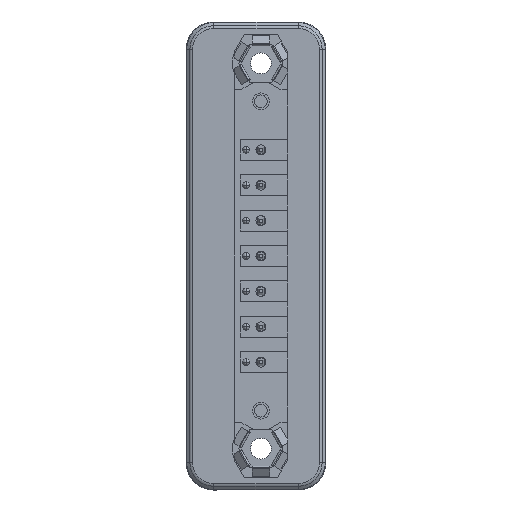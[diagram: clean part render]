
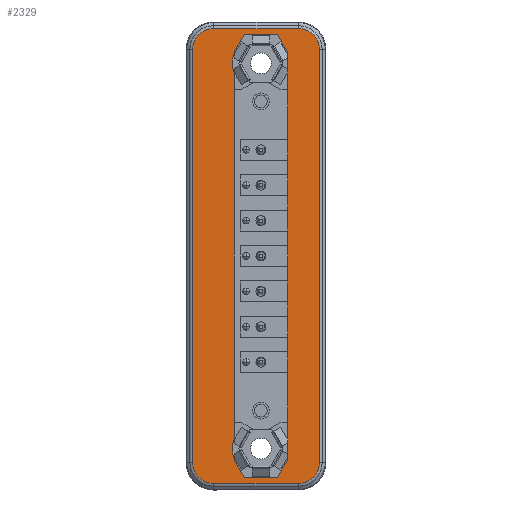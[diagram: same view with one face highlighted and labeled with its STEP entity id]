
A CAD part, front view. The second image highlights one B-rep face of the part: STEP entity #2329.
In plain terms, the highlighted planar face has unit normal (0, -1, 0).
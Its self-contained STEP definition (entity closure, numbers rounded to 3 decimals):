
#2329=ADVANCED_FACE('',(#4793,#4794),#4795,.T.);
#4793=FACE_OUTER_BOUND('',#7349,.T.);
#4794=FACE_BOUND('',#7350,.T.);
#4795=PLANE('',#7351);
#7349=EDGE_LOOP('',(#13966,#13967,#13968,#13969,#13970,#13971,#13972,#13973));
#7350=EDGE_LOOP('',(#13974,#13975,#13976,#13977,#13978,#13979,#13980,#13981,#13982,#13983,#13984,#13985));
#7351=AXIS2_PLACEMENT_3D('',#13986,#13987,#13988);
#13966=ORIENTED_EDGE('',*,*,#16229,.F.);
#13967=ORIENTED_EDGE('',*,*,#17311,.T.);
#13968=ORIENTED_EDGE('',*,*,#15881,.T.);
#13969=ORIENTED_EDGE('',*,*,#16650,.T.);
#13970=ORIENTED_EDGE('',*,*,#15465,.F.);
#13971=ORIENTED_EDGE('',*,*,#17391,.F.);
#13972=ORIENTED_EDGE('',*,*,#14931,.F.);
#13973=ORIENTED_EDGE('',*,*,#17506,.F.);
#13974=ORIENTED_EDGE('',*,*,#16573,.T.);
#13975=ORIENTED_EDGE('',*,*,#15253,.F.);
#13976=ORIENTED_EDGE('',*,*,#17322,.T.);
#13977=ORIENTED_EDGE('',*,*,#16736,.F.);
#13978=ORIENTED_EDGE('',*,*,#17383,.T.);
#13979=ORIENTED_EDGE('',*,*,#15562,.T.);
#13980=ORIENTED_EDGE('',*,*,#17272,.T.);
#13981=ORIENTED_EDGE('',*,*,#16476,.T.);
#13982=ORIENTED_EDGE('',*,*,#16815,.T.);
#13983=ORIENTED_EDGE('',*,*,#17156,.T.);
#13984=ORIENTED_EDGE('',*,*,#16796,.F.);
#13985=ORIENTED_EDGE('',*,*,#15801,.T.);
#13986=CARTESIAN_POINT('',(-4.1,5.65,-31.995));
#13987=DIRECTION('',(0.,-1.0,0.));
#13988=DIRECTION('',(0.,0.,1.0));
#14931=EDGE_CURVE('',#17768,#17769,#17770,.T.);
#15253=EDGE_CURVE('',#18339,#18340,#18341,.T.);
#15465=EDGE_CURVE('',#18707,#18709,#18710,.T.);
#15562=EDGE_CURVE('',#18868,#18869,#18870,.T.);
#15801=EDGE_CURVE('',#19242,#19247,#19249,.T.);
#15881=EDGE_CURVE('',#19374,#19375,#19376,.T.);
#16229=EDGE_CURVE('',#19873,#19874,#19875,.T.);
#16476=EDGE_CURVE('',#20214,#20216,#20218,.T.);
#16573=EDGE_CURVE('',#19247,#18340,#20339,.T.);
#16650=EDGE_CURVE('',#19375,#18709,#20441,.T.);
#16736=EDGE_CURVE('',#20546,#20547,#20548,.T.);
#16796=EDGE_CURVE('',#19242,#20627,#20629,.T.);
#16815=EDGE_CURVE('',#20216,#20655,#20657,.T.);
#17156=EDGE_CURVE('',#20655,#20627,#21063,.T.);
#17272=EDGE_CURVE('',#18869,#20214,#21189,.T.);
#17311=EDGE_CURVE('',#19873,#19374,#21232,.T.);
#17322=EDGE_CURVE('',#18339,#20547,#21244,.T.);
#17383=EDGE_CURVE('',#20546,#18868,#21313,.T.);
#17391=EDGE_CURVE('',#17769,#18707,#21322,.T.);
#17506=EDGE_CURVE('',#19874,#17768,#21441,.T.);
#17768=VERTEX_POINT('',#21757);
#17769=VERTEX_POINT('',#21758);
#17770=LINE('',#21759,#21760);
#18339=VERTEX_POINT('',#22553);
#18340=VERTEX_POINT('',#22554);
#18341=CIRCLE('',#22555,4.1);
#18707=VERTEX_POINT('',#23076);
#18709=VERTEX_POINT('',#23079);
#18710=LINE('',#23080,#23081);
#18868=VERTEX_POINT('',#23288);
#18869=VERTEX_POINT('',#23289);
#18870=LINE('',#23290,#23291);
#19242=VERTEX_POINT('',#23806);
#19247=VERTEX_POINT('',#23812);
#19249=CIRCLE('',#23815,4.1);
#19374=VERTEX_POINT('',#23972);
#19375=VERTEX_POINT('',#23973);
#19376=LINE('',#23974,#23975);
#19873=VERTEX_POINT('',#24658);
#19874=VERTEX_POINT('',#24659);
#19875=LINE('',#24660,#24661);
#20214=VERTEX_POINT('',#25148);
#20216=VERTEX_POINT('',#25151);
#20218=LINE('',#25154,#25155);
#20339=LINE('',#25324,#25325);
#20441=CIRCLE('',#25470,3.0);
#20546=VERTEX_POINT('',#25634);
#20547=VERTEX_POINT('',#25635);
#20548=LINE('',#25636,#25637);
#20627=VERTEX_POINT('',#25780);
#20629=LINE('',#25783,#25784);
#20655=VERTEX_POINT('',#25820);
#20657=LINE('',#25823,#25824);
#21063=LINE('',#26431,#26432);
#21189=LINE('',#26609,#26610);
#21232=CIRCLE('',#26673,3.0);
#21244=LINE('',#26688,#26689);
#21313=LINE('',#26790,#26791);
#21322=CIRCLE('',#26803,3.0);
#21441=CIRCLE('',#26949,3.0);
#21757=CARTESIAN_POINT('',(-6.8,5.65,17.42));
#21758=CARTESIAN_POINT('',(5.4,5.65,17.42));
#21759=CARTESIAN_POINT('',(41.643,5.65,17.42));
#21760=VECTOR('',#27179,1.0);
#22553=CARTESIAN_POINT('',(-3.8,5.65,13.959));
#22554=CARTESIAN_POINT('',(-3.8,5.65,10.881));
#22555=AXIS2_PLACEMENT_3D('',#27560,#27561,#27562);
#23076=CARTESIAN_POINT('',(8.4,5.65,14.42));
#23079=CARTESIAN_POINT('',(8.4,5.65,-44.9));
#23080=CARTESIAN_POINT('',(8.4,5.65,-26.915));
#23081=VECTOR('',#27809,1.0);
#23288=CARTESIAN_POINT('',(2.384,5.65,16.55));
#23289=CARTESIAN_POINT('',(3.87,5.65,13.977));
#23290=CARTESIAN_POINT('',(11.94,5.65,0.));
#23291=VECTOR('',#27934,1.0);
#23806=CARTESIAN_POINT('',(-3.8,5.65,-44.439));
#23812=CARTESIAN_POINT('',(-3.8,5.65,-41.361));
#23815=AXIS2_PLACEMENT_3D('',#28239,#28240,#28241);
#23972=CARTESIAN_POINT('',(-6.8,5.65,-47.9));
#23973=CARTESIAN_POINT('',(5.4,5.65,-47.9));
#23974=CARTESIAN_POINT('',(41.643,5.65,-47.9));
#23975=VECTOR('',#28358,1.0);
#24658=CARTESIAN_POINT('',(-9.8,5.65,-44.9));
#24659=CARTESIAN_POINT('',(-9.8,5.65,14.42));
#24660=CARTESIAN_POINT('',(-9.8,5.65,-25.4));
#24661=VECTOR('',#28761,1.0);
#25148=CARTESIAN_POINT('',(3.87,5.65,-44.457));
#25151=CARTESIAN_POINT('',(2.384,5.65,-47.03));
#25154=CARTESIAN_POINT('',(14.873,5.65,-25.4));
#25155=VECTOR('',#29014,1.0);
#25324=CARTESIAN_POINT('',(-3.8,5.65,-20.32));
#25325=VECTOR('',#29105,1.0);
#25470=AXIS2_PLACEMENT_3D('',#29185,#29186,#29187);
#25634=CARTESIAN_POINT('',(-2.384,5.65,16.55));
#25635=CARTESIAN_POINT('',(-3.8,5.65,14.098));
#25636=CARTESIAN_POINT('',(-11.94,5.65,0.));
#25637=VECTOR('',#29265,1.0);
#25780=CARTESIAN_POINT('',(-3.8,5.65,-44.578));
#25783=CARTESIAN_POINT('',(-3.8,5.65,-25.4));
#25784=VECTOR('',#29322,1.0);
#25820=CARTESIAN_POINT('',(-2.384,5.65,-47.03));
#25823=CARTESIAN_POINT('',(41.643,5.65,-47.03));
#25824=VECTOR('',#29340,1.0);
#26431=CARTESIAN_POINT('',(-14.873,5.65,-25.4));
#26432=VECTOR('',#29662,1.0);
#26609=CARTESIAN_POINT('',(3.87,5.65,-25.4));
#26610=VECTOR('',#29771,1.0);
#26673=AXIS2_PLACEMENT_3D('',#29801,#29802,#29803);
#26688=CARTESIAN_POINT('',(-3.8,5.65,0.));
#26689=VECTOR('',#29807,1.0);
#26790=CARTESIAN_POINT('',(41.643,5.65,16.55));
#26791=VECTOR('',#29861,1.0);
#26803=AXIS2_PLACEMENT_3D('',#29868,#29869,#29870);
#26949=AXIS2_PLACEMENT_3D('',#29979,#29980,#29981);
#27179=DIRECTION('',(1.0,0.,0.));
#27560=CARTESIAN_POINT('',(0.,5.65,12.42));
#27561=DIRECTION('',(0.,-1.0,0.));
#27562=DIRECTION('',(0.,0.,1.0));
#27809=DIRECTION('',(0.,0.,-1.0));
#27934=DIRECTION('',(0.5,0.,-0.866));
#28239=CARTESIAN_POINT('',(0.,5.65,-42.9));
#28240=DIRECTION('',(0.,1.0,0.));
#28241=DIRECTION('',(0.,0.,-1.0));
#28358=DIRECTION('',(1.0,0.,0.));
#28761=DIRECTION('',(0.,0.,1.0));
#29014=DIRECTION('',(-0.5,0.,-0.866));
#29105=DIRECTION('',(0.,0.,1.0));
#29185=CARTESIAN_POINT('',(5.4,5.65,-44.9));
#29186=DIRECTION('',(0.,-1.0,0.));
#29187=DIRECTION('',(1.0,0.,0.));
#29265=DIRECTION('',(-0.5,0.,-0.866));
#29322=DIRECTION('',(0.,0.,-1.0));
#29340=DIRECTION('',(-1.0,0.,0.));
#29662=DIRECTION('',(-0.5,0.,0.866));
#29771=DIRECTION('',(0.,0.,-1.0));
#29801=CARTESIAN_POINT('',(-6.8,5.65,-44.9));
#29802=DIRECTION('',(0.,-1.0,0.));
#29803=DIRECTION('',(1.0,0.,0.));
#29807=DIRECTION('',(0.,0.,1.0));
#29861=DIRECTION('',(1.0,0.,0.));
#29868=CARTESIAN_POINT('',(5.4,5.65,14.42));
#29869=DIRECTION('',(0.,1.0,0.));
#29870=DIRECTION('',(1.0,0.,0.));
#29979=CARTESIAN_POINT('',(-6.8,5.65,14.42));
#29980=DIRECTION('',(0.,1.0,0.));
#29981=DIRECTION('',(1.0,0.,0.));
